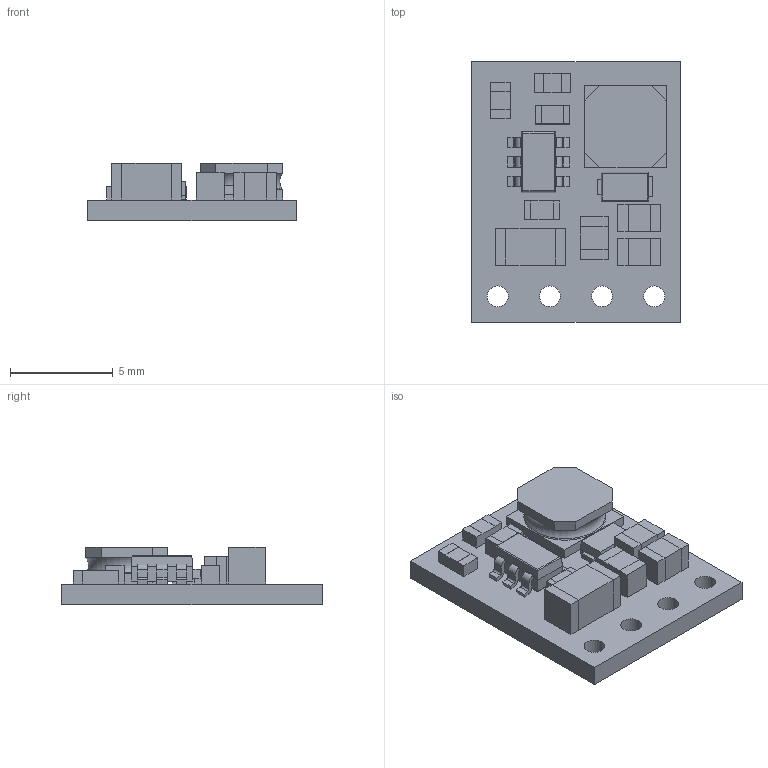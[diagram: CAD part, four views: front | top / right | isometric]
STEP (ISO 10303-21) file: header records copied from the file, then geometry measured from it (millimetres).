
FILE_DESCRIPTION (( 'STEP AP214' ), '1' );
FILE_NAME ('reg04b01.step', '2018-08-21T23:56:35', ( '' ), ( '' ), 'SwSTEP 2.0', 'SolidWorks 2016', '' );
FILE_SCHEMA (( 'AUTOMOTIVE_DESIGN' ));
Length unit declared in the file: millimetre
Products named in the file (1): reg04b01
Bounding box: 10.16 x 12.7 x 2.82 mm (x, y, z)
Volume: 189.3 mm3; surface area: 443.7 mm2
Topology: 1 solids, 1 shells, 612 faces, 1645 edges, 1078 vertices
Faces by surface type: plane 419, bspline 147, cylinder 44, cone 1, torus 1
Full cylindrical faces by diameter (mm): 1.016 x4
Entity records: 30919 total; most frequent: CARTESIAN_POINT 9913, ORIENTED_EDGE 3272, DIRECTION 2288, EDGE_CURVE 1636, VECTOR 1204, LINE 1204, VERTEX_POINT 1076, EDGE_LOOP 684
